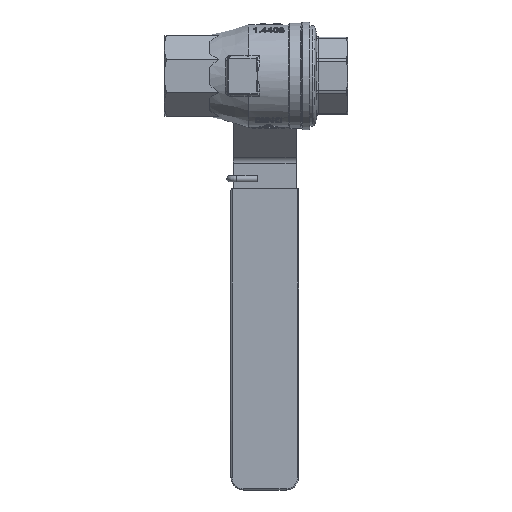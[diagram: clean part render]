
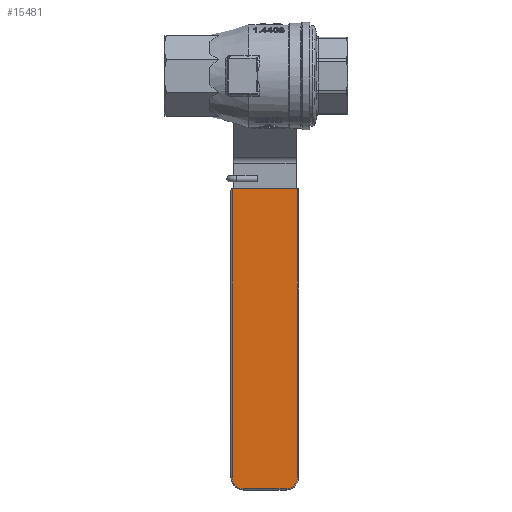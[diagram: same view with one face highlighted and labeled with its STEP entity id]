
A CAD part, front view. The second image highlights one B-rep face of the part: STEP entity #15481.
In plain terms, the highlighted planar face has unit normal (0, -0.999, -0.035).
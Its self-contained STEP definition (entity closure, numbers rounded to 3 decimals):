
#1154=PLANE('',#16498);
#2573=FACE_OUTER_BOUND('',#3463,.T.);
#3463=EDGE_LOOP('',(#12191,#12192,#12193,#12194,#12195,#12196));
#4541=LINE('',#24955,#5653);
#4544=LINE('',#24970,#5656);
#4546=LINE('',#24979,#5658);
#4554=LINE('',#25007,#5666);
#5653=VECTOR('',#18615,10.);
#5656=VECTOR('',#18632,10.);
#5658=VECTOR('',#18644,10.);
#5666=VECTOR('',#18684,10.);
#6455=CIRCLE('',#16473,4.5);
#6459=CIRCLE('',#16479,4.5);
#7361=VERTEX_POINT('',#24947);
#7363=VERTEX_POINT('',#24952);
#7364=VERTEX_POINT('',#24954);
#7366=VERTEX_POINT('',#24960);
#7368=VERTEX_POINT('',#24966);
#7370=VERTEX_POINT('',#24972);
#9088=EDGE_CURVE('',#7363,#7364,#4541,.T.);
#9093=EDGE_CURVE('',#7364,#7366,#6455,.T.);
#9096=EDGE_CURVE('',#7366,#7368,#4544,.T.);
#9099=EDGE_CURVE('',#7368,#7370,#6459,.T.);
#9101=EDGE_CURVE('',#7370,#7361,#4546,.T.);
#9115=EDGE_CURVE('',#7363,#7361,#4554,.T.);
#12191=ORIENTED_EDGE('',*,*,#9088,.F.);
#12192=ORIENTED_EDGE('',*,*,#9115,.T.);
#12193=ORIENTED_EDGE('',*,*,#9101,.F.);
#12194=ORIENTED_EDGE('',*,*,#9099,.F.);
#12195=ORIENTED_EDGE('',*,*,#9096,.F.);
#12196=ORIENTED_EDGE('',*,*,#9093,.F.);
#15481=ADVANCED_FACE('',(#2573),#1154,.F.);
#16473=AXIS2_PLACEMENT_3D('',#24964,#18625,#18626);
#16479=AXIS2_PLACEMENT_3D('',#24976,#18639,#18640);
#16498=AXIS2_PLACEMENT_3D('',#25014,#18690,#18691);
#18615=DIRECTION('',(0.,0.035,-0.999));
#18625=DIRECTION('center_axis',(0.,0.999,
0.035));
#18626=DIRECTION('ref_axis',(0.707,0.025,-0.707));
#18632=DIRECTION('',(-1.,0.,0.));
#18639=DIRECTION('center_axis',(0.,0.999,
0.035));
#18640=DIRECTION('ref_axis',(-0.707,0.025,-0.707));
#18644=DIRECTION('',(0.,-0.035,0.999));
#18684=DIRECTION('',(-1.,0.,0.));
#18690=DIRECTION('center_axis',(0.,0.999,
0.035));
#18691=DIRECTION('ref_axis',(0.,-0.035,0.999));
#24947=CARTESIAN_POINT('',(-13.,56.945,-45.));
#24952=CARTESIAN_POINT('',(13.,56.945,-45.));
#24954=CARTESIAN_POINT('',(13.,60.966,-160.156));
#24955=CARTESIAN_POINT('',(13.,57.69,-66.336));
#24960=CARTESIAN_POINT('',(8.5,61.123,-164.654));
#24964=CARTESIAN_POINT('Origin',(8.5,60.966,-160.156));
#24966=CARTESIAN_POINT('',(-8.5,61.123,-164.654));
#24970=CARTESIAN_POINT('',(6.25,61.123,-164.654));
#24972=CARTESIAN_POINT('',(-13.,60.966,-160.156));
#24976=CARTESIAN_POINT('Origin',(-8.5,60.966,-160.156));
#24979=CARTESIAN_POINT('',(-13.,57.69,-66.336));
#25007=CARTESIAN_POINT('',(0.,56.945,-45.));
#25014=CARTESIAN_POINT('Origin',(0.,58.785,
-97.682));
